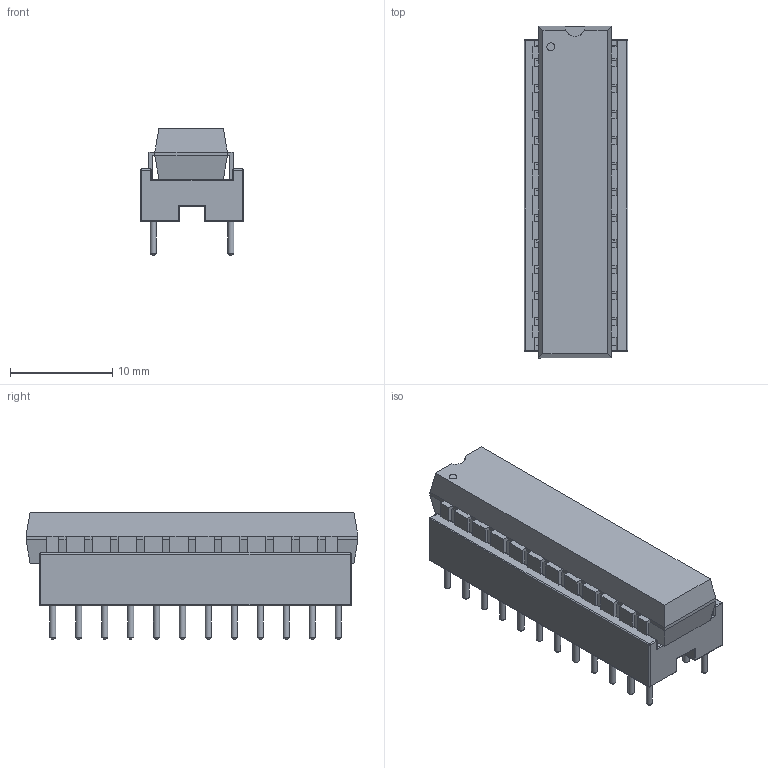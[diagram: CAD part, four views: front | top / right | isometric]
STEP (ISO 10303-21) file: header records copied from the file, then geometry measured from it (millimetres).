
FILE_DESCRIPTION(/* description */ (''),/* implementation_level */ '2;1');
FILE_NAME(/* name */ 'MAX7219.step',/* time_stamp */ '2020-08-14T17:13:23+02:00',/* author */ (''),/* organization */ (''),/* preprocessor_version */ 'ST-DEVELOPER v18.1',/* originating_system */ 'Autodesk Translation Framework v9.3.0.1241',/* authorisation */ '');
FILE_SCHEMA (('AUTOMOTIVE_DESIGN { 1 0 10303 214 3 1 1 }'));
Length unit declared in the file: millimetre
Products named in the file (2): (Unsaved); MAX7812 with DIP
Assembly tree (1 placements, depth 2):
  (Unsaved)
    MAX7812 with DIP
Bounding box: 10.16 x 32.51 x 12.41 mm (x, y, z)
Volume: 2295.3 mm3; surface area: 2807.4 mm2
Topology: 2 solids, 2 shells, 720 faces, 1877 edges, 1184 vertices
Faces by surface type: plane 551, cylinder 113, cone 24, sphere 20, bspline 8, torus 4
Full cylindrical faces by diameter (mm): 0.6 x24, 0.762 x1
Entity records: 22547 total; most frequent: CARTESIAN_POINT 3984, ORIENTED_EDGE 3750, DIRECTION 3563, EDGE_CURVE 1875, LINE 1595, VECTOR 1595, VERTEX_POINT 1184, AXIS2_PLACEMENT_3D 984
